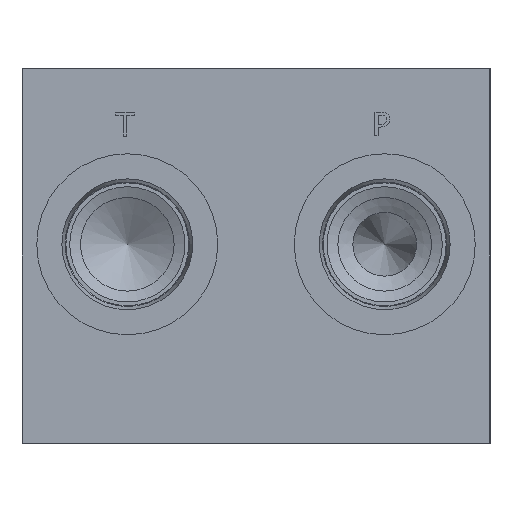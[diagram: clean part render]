
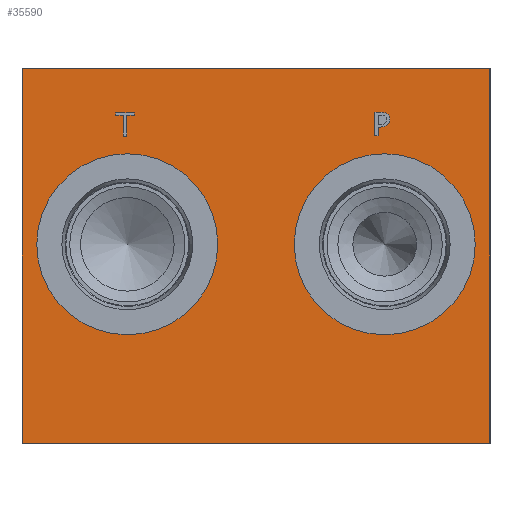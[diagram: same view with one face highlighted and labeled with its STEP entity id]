
A CAD part, left-side view. The second image highlights one B-rep face of the part: STEP entity #35590.
In plain terms, the highlighted planar face has unit normal (-1, 0, 0).
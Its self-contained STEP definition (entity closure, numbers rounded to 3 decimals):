
#979=FACE_BOUND('',#6259,.T.);
#980=FACE_BOUND('',#6260,.T.);
#981=FACE_BOUND('',#6261,.T.);
#982=FACE_BOUND('',#6262,.T.);
#1649=PLANE('',#37224);
#4192=FACE_OUTER_BOUND('',#6258,.T.);
#6258=EDGE_LOOP('',(#29305,#29306,#29307,#29308));
#6259=EDGE_LOOP('',(#29309,#29310));
#6260=EDGE_LOOP('',(#29311,#29312));
#6261=EDGE_LOOP('',(#29313,#29314,#29315,#29316,#29317,#29318,#29319,#29320));
#6262=EDGE_LOOP('',(#29321,#29322,#29323,#29324,#29325,#29326,#29327,#29328,
#29329));
#8377=B_SPLINE_CURVE_WITH_KNOTS('',2,(#57473,#57474,#57475,#57476),
 .UNSPECIFIED.,.F.,.F.,(3,1,3),(0.,1.,2.),.UNSPECIFIED.);
#8379=B_SPLINE_CURVE_WITH_KNOTS('',2,(#57494,#57495,#57496,#57497),
 .UNSPECIFIED.,.F.,.F.,(3,1,3),(0.,1.,2.),.UNSPECIFIED.);
#8381=B_SPLINE_CURVE_WITH_KNOTS('',2,(#57543,#57544,#57545,#57546),
 .UNSPECIFIED.,.F.,.F.,(3,1,3),(0.,1.,2.),.UNSPECIFIED.);
#8383=B_SPLINE_CURVE_WITH_KNOTS('',2,(#57561,#57562,#57563,#57564),
 .UNSPECIFIED.,.F.,.F.,(3,1,3),(0.,1.,2.),.UNSPECIFIED.);
#8711=CIRCLE('',#37225,24.562);
#8712=CIRCLE('',#37226,24.562);
#8713=CIRCLE('',#37227,24.562);
#8714=CIRCLE('',#37228,24.562);
#9652=LINE('',#46833,#12667);
#9852=LINE('',#47994,#12867);
#10026=LINE('',#49267,#13041);
#11398=LINE('',#57506,#14413);
#11401=LINE('',#57512,#14416);
#11404=LINE('',#57518,#14419);
#11407=LINE('',#57524,#14422);
#11410=LINE('',#57530,#14425);
#11414=LINE('',#57571,#14429);
#11415=LINE('',#57582,#14430);
#11416=LINE('',#57584,#14431);
#11417=LINE('',#57586,#14432);
#11418=LINE('',#57588,#14433);
#11419=LINE('',#57590,#14434);
#11420=LINE('',#57592,#14435);
#11421=LINE('',#57594,#14436);
#11422=LINE('',#57595,#14437);
#12667=VECTOR('',#39086,10.);
#12867=VECTOR('',#39434,10.);
#13041=VECTOR('',#39676,10.);
#14413=VECTOR('',#41906,10.);
#14416=VECTOR('',#41911,10.);
#14419=VECTOR('',#41916,10.);
#14422=VECTOR('',#41921,10.);
#14425=VECTOR('',#41926,10.);
#14429=VECTOR('',#41934,10.);
#14430=VECTOR('',#41943,10.);
#14431=VECTOR('',#41944,10.);
#14432=VECTOR('',#41945,10.);
#14433=VECTOR('',#41946,10.);
#14434=VECTOR('',#41947,10.);
#14435=VECTOR('',#41948,10.);
#14436=VECTOR('',#41949,10.);
#14437=VECTOR('',#41950,10.);
#15672=VERTEX_POINT('',#46829);
#15674=VERTEX_POINT('',#46832);
#15953=VERTEX_POINT('',#47993);
#16234=VERTEX_POINT('',#49265);
#17602=VERTEX_POINT('',#57471);
#17603=VERTEX_POINT('',#57472);
#17606=VERTEX_POINT('',#57493);
#17608=VERTEX_POINT('',#57505);
#17610=VERTEX_POINT('',#57511);
#17612=VERTEX_POINT('',#57517);
#17614=VERTEX_POINT('',#57523);
#17616=VERTEX_POINT('',#57529);
#17618=VERTEX_POINT('',#57542);
#17620=VERTEX_POINT('',#57572);
#17621=VERTEX_POINT('',#57573);
#17622=VERTEX_POINT('',#57576);
#17623=VERTEX_POINT('',#57577);
#17624=VERTEX_POINT('',#57580);
#17625=VERTEX_POINT('',#57581);
#17626=VERTEX_POINT('',#57583);
#17627=VERTEX_POINT('',#57585);
#17628=VERTEX_POINT('',#57587);
#17629=VERTEX_POINT('',#57589);
#17630=VERTEX_POINT('',#57591);
#17631=VERTEX_POINT('',#57593);
#19195=EDGE_CURVE('',#15674,#15672,#9652,.T.);
#19531=EDGE_CURVE('',#15674,#15953,#9852,.T.);
#19859=EDGE_CURVE('',#15672,#16234,#10026,.T.);
#21878=EDGE_CURVE('',#17602,#17603,#8377,.T.);
#21882=EDGE_CURVE('',#17606,#17602,#8379,.T.);
#21885=EDGE_CURVE('',#17608,#17606,#11398,.T.);
#21888=EDGE_CURVE('',#17610,#17608,#11401,.T.);
#21891=EDGE_CURVE('',#17612,#17610,#11404,.T.);
#21894=EDGE_CURVE('',#17614,#17612,#11407,.T.);
#21897=EDGE_CURVE('',#17616,#17614,#11410,.T.);
#21900=EDGE_CURVE('',#17618,#17616,#8381,.T.);
#21903=EDGE_CURVE('',#17603,#17618,#8383,.T.);
#21905=EDGE_CURVE('',#15953,#16234,#11414,.T.);
#21906=EDGE_CURVE('',#17620,#17621,#8711,.T.);
#21907=EDGE_CURVE('',#17621,#17620,#8712,.T.);
#21908=EDGE_CURVE('',#17622,#17623,#8713,.T.);
#21909=EDGE_CURVE('',#17623,#17622,#8714,.T.);
#21910=EDGE_CURVE('',#17624,#17625,#11415,.T.);
#21911=EDGE_CURVE('',#17625,#17626,#11416,.T.);
#21912=EDGE_CURVE('',#17626,#17627,#11417,.T.);
#21913=EDGE_CURVE('',#17627,#17628,#11418,.T.);
#21914=EDGE_CURVE('',#17628,#17629,#11419,.T.);
#21915=EDGE_CURVE('',#17629,#17630,#11420,.T.);
#21916=EDGE_CURVE('',#17630,#17631,#11421,.T.);
#21917=EDGE_CURVE('',#17631,#17624,#11422,.T.);
#29305=ORIENTED_EDGE('',*,*,#19195,.T.);
#29306=ORIENTED_EDGE('',*,*,#19859,.T.);
#29307=ORIENTED_EDGE('',*,*,#21905,.F.);
#29308=ORIENTED_EDGE('',*,*,#19531,.F.);
#29309=ORIENTED_EDGE('',*,*,#21906,.T.);
#29310=ORIENTED_EDGE('',*,*,#21907,.T.);
#29311=ORIENTED_EDGE('',*,*,#21908,.T.);
#29312=ORIENTED_EDGE('',*,*,#21909,.T.);
#29313=ORIENTED_EDGE('',*,*,#21910,.T.);
#29314=ORIENTED_EDGE('',*,*,#21911,.T.);
#29315=ORIENTED_EDGE('',*,*,#21912,.T.);
#29316=ORIENTED_EDGE('',*,*,#21913,.T.);
#29317=ORIENTED_EDGE('',*,*,#21914,.T.);
#29318=ORIENTED_EDGE('',*,*,#21915,.T.);
#29319=ORIENTED_EDGE('',*,*,#21916,.T.);
#29320=ORIENTED_EDGE('',*,*,#21917,.T.);
#29321=ORIENTED_EDGE('',*,*,#21878,.T.);
#29322=ORIENTED_EDGE('',*,*,#21903,.T.);
#29323=ORIENTED_EDGE('',*,*,#21900,.T.);
#29324=ORIENTED_EDGE('',*,*,#21897,.T.);
#29325=ORIENTED_EDGE('',*,*,#21894,.T.);
#29326=ORIENTED_EDGE('',*,*,#21891,.T.);
#29327=ORIENTED_EDGE('',*,*,#21888,.T.);
#29328=ORIENTED_EDGE('',*,*,#21885,.T.);
#29329=ORIENTED_EDGE('',*,*,#21882,.T.);
#35590=ADVANCED_FACE('',(#4192,#979,#980,#981,#982),#1649,.T.);
#37224=AXIS2_PLACEMENT_3D('',#57570,#41932,#41933);
#37225=AXIS2_PLACEMENT_3D('',#57574,#41935,#41936);
#37226=AXIS2_PLACEMENT_3D('',#57575,#41937,#41938);
#37227=AXIS2_PLACEMENT_3D('',#57578,#41939,#41940);
#37228=AXIS2_PLACEMENT_3D('',#57579,#41941,#41942);
#39086=DIRECTION('',(0.,-1.,0.));
#39434=DIRECTION('',(0.,0.,1.));
#39676=DIRECTION('',(0.,0.,1.));
#41906=DIRECTION('',(0.,-1.,0.));
#41911=DIRECTION('',(0.,0.,1.));
#41916=DIRECTION('',(0.,1.,0.));
#41921=DIRECTION('',(0.,0.,-1.));
#41926=DIRECTION('',(0.,1.,0.));
#41932=DIRECTION('center_axis',(-1.,0.,0.));
#41933=DIRECTION('ref_axis',(0.,-1.,0.));
#41934=DIRECTION('',(0.,-1.,0.));
#41935=DIRECTION('center_axis',(1.,0.,0.));
#41936=DIRECTION('ref_axis',(0.,0.,1.));
#41937=DIRECTION('center_axis',(1.,0.,0.));
#41938=DIRECTION('ref_axis',(0.,0.,1.));
#41939=DIRECTION('center_axis',(1.,0.,0.));
#41940=DIRECTION('ref_axis',(0.,1.,0.));
#41941=DIRECTION('center_axis',(1.,0.,0.));
#41942=DIRECTION('ref_axis',(0.,1.,0.));
#41943=DIRECTION('',(0.,1.,0.));
#41944=DIRECTION('',(0.,0.,1.));
#41945=DIRECTION('',(0.,1.,0.));
#41946=DIRECTION('',(0.,0.,1.));
#41947=DIRECTION('',(0.,-1.,0.));
#41948=DIRECTION('',(0.,0.,-1.));
#41949=DIRECTION('',(0.,1.,0.));
#41950=DIRECTION('',(0.,0.,-1.));
#46829=CARTESIAN_POINT('',(0.,0.,0.));
#46832=CARTESIAN_POINT('',(0.,127.,0.));
#46833=CARTESIAN_POINT('',(0.,127.,0.));
#47993=CARTESIAN_POINT('',(0.,127.,101.6));
#47994=CARTESIAN_POINT('',(0.,127.,0.));
#49265=CARTESIAN_POINT('',(0.,0.,101.6));
#49267=CARTESIAN_POINT('',(0.,0.,0.));
#57471=CARTESIAN_POINT('',(0.,27.976,89.393));
#57472=CARTESIAN_POINT('',(0.,27.22,87.875));
#57473=CARTESIAN_POINT('Ctrl Pts',(0.,27.976,89.393));
#57474=CARTESIAN_POINT('Ctrl Pts',(0.,27.621,89.151));
#57475=CARTESIAN_POINT('Ctrl Pts',(0.,27.22,88.405));
#57476=CARTESIAN_POINT('Ctrl Pts',(0.,27.22,87.875));
#57493=CARTESIAN_POINT('',(0.,29.639,89.789));
#57494=CARTESIAN_POINT('Ctrl Pts',(0.,29.639,89.789));
#57495=CARTESIAN_POINT('Ctrl Pts',(0.,29.073,89.789));
#57496=CARTESIAN_POINT('Ctrl Pts',(0.,28.28,89.604));
#57497=CARTESIAN_POINT('Ctrl Pts',(0.,27.976,89.393));
#57505=CARTESIAN_POINT('',(0.,31.234,89.789));
#57506=CARTESIAN_POINT('',(0.,79.117,89.789));
#57511=CARTESIAN_POINT('',(0.,31.234,83.439));
#57512=CARTESIAN_POINT('',(0.,31.234,41.719));
#57517=CARTESIAN_POINT('',(0.,30.39,83.439));
#57518=CARTESIAN_POINT('',(0.,78.695,83.439));
#57523=CARTESIAN_POINT('',(0.,30.39,85.806));
#57524=CARTESIAN_POINT('',(0.,30.39,42.903));
#57529=CARTESIAN_POINT('',(0.,29.675,85.806));
#57530=CARTESIAN_POINT('',(0.,78.337,85.806));
#57542=CARTESIAN_POINT('',(0.,27.776,86.465));
#57543=CARTESIAN_POINT('Ctrl Pts',(0.,27.776,86.465));
#57544=CARTESIAN_POINT('Ctrl Pts',(0.,28.105,86.141));
#57545=CARTESIAN_POINT('Ctrl Pts',(0.,28.995,85.806));
#57546=CARTESIAN_POINT('Ctrl Pts',(0.,29.675,85.806));
#57561=CARTESIAN_POINT('Ctrl Pts',(0.,27.22,87.875));
#57562=CARTESIAN_POINT('Ctrl Pts',(0.,27.22,87.463));
#57563=CARTESIAN_POINT('Ctrl Pts',(0.,27.513,86.722));
#57564=CARTESIAN_POINT('Ctrl Pts',(0.,27.776,86.465));
#57570=CARTESIAN_POINT('Origin',(0.,127.,0.));
#57571=CARTESIAN_POINT('',(0.,127.,101.6));
#57572=CARTESIAN_POINT('',(0.,98.425,78.537));
#57573=CARTESIAN_POINT('',(0.,98.425,29.413));
#57574=CARTESIAN_POINT('Origin',(0.,98.425,53.975));
#57575=CARTESIAN_POINT('Origin',(0.,98.425,53.975));
#57576=CARTESIAN_POINT('',(0.,53.137,53.975));
#57577=CARTESIAN_POINT('',(0.,4.013,53.975));
#57578=CARTESIAN_POINT('Origin',(0.,28.575,53.975));
#57579=CARTESIAN_POINT('Origin',(0.,28.575,53.975));
#57580=CARTESIAN_POINT('',(0.,98.631,83.344));
#57581=CARTESIAN_POINT('',(0.,99.475,83.344));
#57582=CARTESIAN_POINT('',(0.,112.815,83.344));
#57583=CARTESIAN_POINT('',(0.,99.475,88.942));
#57584=CARTESIAN_POINT('',(0.,99.475,41.672));
#57585=CARTESIAN_POINT('',(0.,101.605,88.942));
#57586=CARTESIAN_POINT('',(0.,113.237,88.942));
#57587=CARTESIAN_POINT('',(0.,101.605,89.694));
#57588=CARTESIAN_POINT('',(0.,101.605,44.471));
#57589=CARTESIAN_POINT('',(0.,96.5,89.694));
#57590=CARTESIAN_POINT('',(0.,114.303,89.694));
#57591=CARTESIAN_POINT('',(0.,96.5,88.942));
#57592=CARTESIAN_POINT('',(0.,96.5,44.847));
#57593=CARTESIAN_POINT('',(0.,98.631,88.942));
#57594=CARTESIAN_POINT('',(0.,111.75,88.942));
#57595=CARTESIAN_POINT('',(0.,98.631,44.471));
